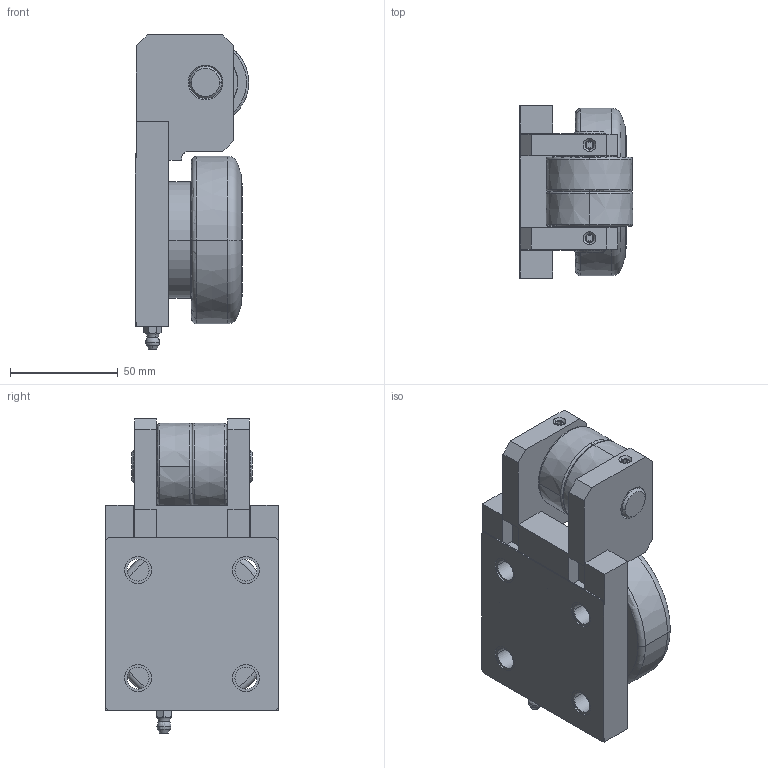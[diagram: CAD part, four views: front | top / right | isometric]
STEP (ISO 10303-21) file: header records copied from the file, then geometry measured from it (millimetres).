
FILE_DESCRIPTION(('STEP AP214'),'1');
FILE_NAME('3_056.stp','2021-05-27T03:01:25',('TraceParts'),('TraceParts S.A.'),'Spatial InterOp 3D',' ',' ');
FILE_SCHEMA(('AUTOMOTIVE_DESIGN { 1 0 10303 214 1 1 1 1 }'));
Length unit declared in the file: millimetre
Products named in the file (1): 3_056_1
Bounding box: 52.5 x 80 x 145.5 mm (x, y, z)
Volume: 314927.2 mm3; surface area: 64425.5 mm2
Topology: 2 solids, 2 shells, 246 faces, 608 edges, 393 vertices
Faces by surface type: plane 103, cylinder 63, cone 52, torus 20, bspline 6, sphere 2
Entity records: 10657 total; most frequent: CARTESIAN_POINT 1854, DIRECTION 1300, ORIENTED_EDGE 1208, EDGE_CURVE 604, AXIS2_PLACEMENT_3D 500, PRESENTATION_STYLE_ASSIGNMENT 456, COLOUR_RGB 456, VERTEX_POINT 393
